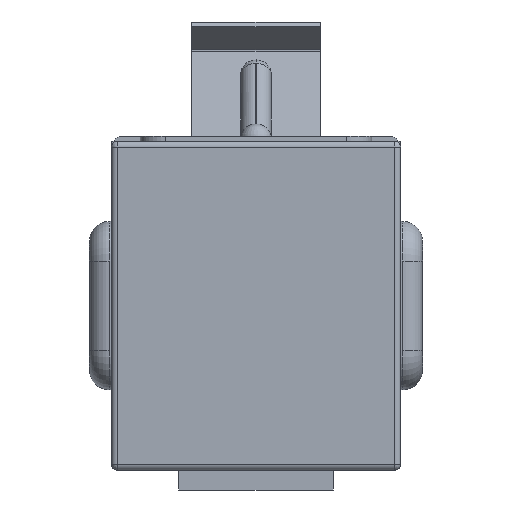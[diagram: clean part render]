
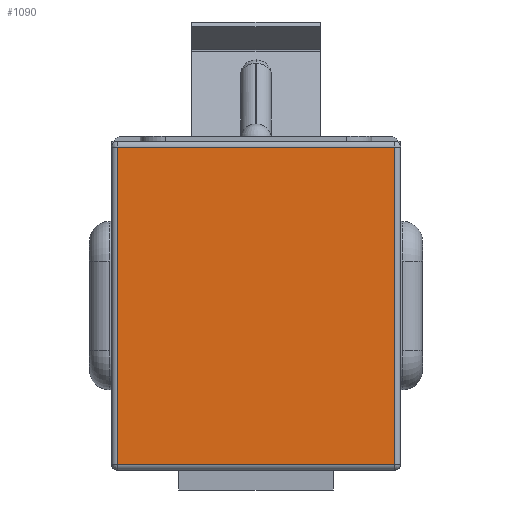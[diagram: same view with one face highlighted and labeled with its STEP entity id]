
A CAD part, front view. The second image highlights one B-rep face of the part: STEP entity #1090.
In plain terms, the highlighted planar face has unit normal (0, -1, 0).
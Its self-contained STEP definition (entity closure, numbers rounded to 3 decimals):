
#538 = CARTESIAN_POINT ( 'NONE',  ( -7.3, -18.1, 8. ) ) ;
#539 = DIRECTION ( 'NONE',  ( -1., 0., 0. ) ) ;
#544 = CARTESIAN_POINT ( 'NONE',  ( 7., -18.1, 8.3 ) ) ;
#545 = DIRECTION ( 'NONE',  ( 0., 0., 1. ) ) ;
#652 = CARTESIAN_POINT ( 'NONE',  ( -7., -18.1, 8.3 ) ) ;
#653 = DIRECTION ( 'NONE',  ( 0., 0., -1. ) ) ;
#1090 = ADVANCED_FACE ( 'NONE', ( #8852 ), #5157, .F. ) ;
#1318 = CARTESIAN_POINT ( 'NONE',  ( -7., -18.1, -8. ) ) ;
#1857 = VERTEX_POINT ( 'NONE', #1318 ) ;
#2099 = ORIENTED_EDGE ( 'NONE', *, *, #11428, .T. ) ;
#2192 = EDGE_CURVE ( 'NONE', #1857, #4252, #9163, .T. ) ;
#2826 = ORIENTED_EDGE ( 'NONE', *, *, #13214, .T. ) ;
#2827 = ORIENTED_EDGE ( 'NONE', *, *, #2192, .T. ) ;
#3986 = VERTEX_POINT ( 'NONE', #13065 ) ;
#4252 = VERTEX_POINT ( 'NONE', #13118 ) ;
#4364 = LINE ( 'NONE', #538, #4367 ) ;
#4367 = VECTOR ( 'NONE', #539, 1000. ) ;
#4387 = LINE ( 'NONE', #544, #4389 ) ;
#4389 = VECTOR ( 'NONE', #545, 1000. ) ;
#4414 = LINE ( 'NONE', #652, #4417 ) ;
#4417 = VECTOR ( 'NONE', #653, 1000. ) ;
#4896 = ORIENTED_EDGE ( 'NONE', *, *, #11440, .T. ) ;
#5106 = CARTESIAN_POINT ( 'NONE',  ( -7.3, -18.1, 8.3 ) ) ;
#5157 = PLANE ( 'NONE',  #8203 ) ;
#5159 = DIRECTION ( 'NONE',  ( 0., 1., 0. ) ) ;
#5162 = DIRECTION ( 'NONE',  ( 0., 0., 1. ) ) ;
#6148 = EDGE_LOOP ( 'NONE', ( #2826, #2827, #4896, #2099 ) ) ;
#6766 = VERTEX_POINT ( 'NONE', #11882 ) ;
#7441 = CARTESIAN_POINT ( 'NONE',  ( -7.3, -18.1, -8. ) ) ;
#7443 = DIRECTION ( 'NONE',  ( 1., 0., 0. ) ) ;
#8203 = AXIS2_PLACEMENT_3D ( 'NONE', #5106, #5159, #5162 ) ;
#8852 = FACE_OUTER_BOUND ( 'NONE', #6148, .T. ) ;
#9163 = LINE ( 'NONE', #7441, #9166 ) ;
#9166 = VECTOR ( 'NONE', #7443, 1000. ) ;
#11428 = EDGE_CURVE ( 'NONE', #3986, #6766, #4364, .T. ) ;
#11440 = EDGE_CURVE ( 'NONE', #4252, #3986, #4387, .T. ) ;
#11882 = CARTESIAN_POINT ( 'NONE',  ( -7., -18.1, 8. ) ) ;
#13065 = CARTESIAN_POINT ( 'NONE',  ( 7., -18.1, 8. ) ) ;
#13118 = CARTESIAN_POINT ( 'NONE',  ( 7., -18.1, -8. ) ) ;
#13214 = EDGE_CURVE ( 'NONE', #6766, #1857, #4414, .T. ) ;
